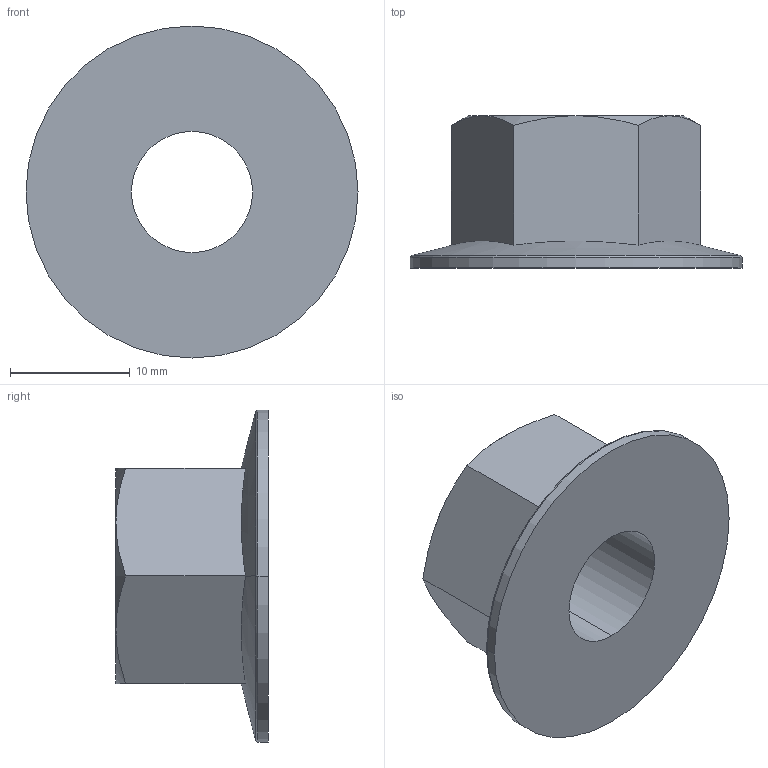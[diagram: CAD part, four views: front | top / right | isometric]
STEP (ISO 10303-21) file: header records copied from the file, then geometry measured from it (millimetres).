
FILE_DESCRIPTION (( 'STEP AP203' ), '1' );
FILE_NAME ('M12 FLZP NUT_REV_.step', '2026-01-19T05:51:55', ( '' ), ( '' ), 'SwSTEP 2.0', 'SolidWorks 2025', '' );
FILE_SCHEMA (( 'CONFIG_CONTROL_DESIGN' ));
Length unit declared in the file: millimetre
Products named in the file (1): M12 FLZP NUT_REV_
Bounding box: 27.7 x 12.7 x 27.7 mm (x, y, z)
Volume: 3031.7 mm3; surface area: 2187.9 mm2
Topology: 1 solids, 1 shells, 22 faces, 48 edges, 28 vertices
Faces by surface type: cone 8, plane 8, cylinder 4, torus 2
Entity records: 737 total; most frequent: CARTESIAN_POINT 197, ORIENTED_EDGE 96, DIRECTION 94, EDGE_CURVE 48, AXIS2_PLACEMENT_3D 41, VERTEX_POINT 28, EDGE_LOOP 24, ADVANCED_FACE 22
